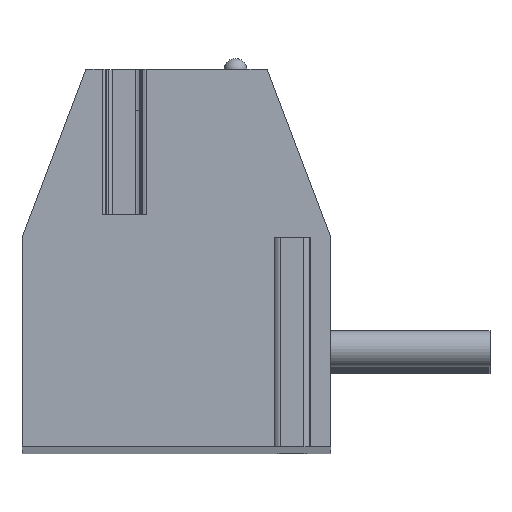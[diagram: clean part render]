
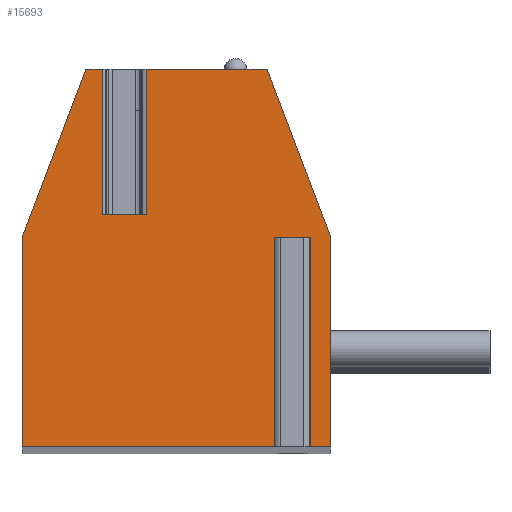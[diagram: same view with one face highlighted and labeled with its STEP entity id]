
A CAD part, top view. The second image highlights one B-rep face of the part: STEP entity #15693.
In plain terms, the highlighted planar face has unit normal (0, 0, 1).
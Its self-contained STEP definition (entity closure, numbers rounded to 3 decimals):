
#13=DIRECTION('',(0.,1.,0.));
#14=VECTOR('',#13,3.2);
#15=CARTESIAN_POINT('',(-1.636,1.,85.725));
#16=LINE('',#15,#14);
#17=DIRECTION('',(1.,0.,0.));
#18=VECTOR('',#17,0.972);
#19=CARTESIAN_POINT('',(-1.636,1.,85.725));
#20=LINE('',#19,#18);
#21=DIRECTION('',(0.,1.,0.));
#22=VECTOR('',#21,3.2);
#23=CARTESIAN_POINT('',(-0.664,1.,85.725));
#24=LINE('',#23,#22);
#25=DIRECTION('',(-1.,0.,0.));
#26=VECTOR('',#25,2.659);
#27=CARTESIAN_POINT('',(1.995,4.2,85.725));
#28=LINE('',#27,#26);
#29=DIRECTION('',(-0.355,0.935,0.));
#30=VECTOR('',#29,3.958);
#31=CARTESIAN_POINT('',(3.4,0.5,85.725));
#32=LINE('',#31,#30);
#33=DIRECTION('',(0.,1.,0.));
#34=VECTOR('',#33,4.6);
#35=CARTESIAN_POINT('',(3.4,-4.1,85.725));
#36=LINE('',#35,#34);
#37=DIRECTION('',(1.,0.,0.));
#38=VECTOR('',#37,0.625);
#39=CARTESIAN_POINT('',(2.775,-4.1,85.725));
#40=LINE('',#39,#38);
#41=DIRECTION('',(0.,1.,0.));
#42=VECTOR('',#41,4.6);
#43=CARTESIAN_POINT('',(2.775,-4.1,85.725));
#44=LINE('',#43,#42);
#45=DIRECTION('',(-1.,0.,0.));
#46=VECTOR('',#45,0.45);
#47=CARTESIAN_POINT('',(2.775,0.5,85.725));
#48=LINE('',#47,#46);
#49=DIRECTION('',(0.,1.,0.));
#50=VECTOR('',#49,4.6);
#51=CARTESIAN_POINT('',(2.325,-4.1,85.725));
#52=LINE('',#51,#50);
#53=DIRECTION('',(1.,0.,0.));
#54=VECTOR('',#53,5.725);
#55=CARTESIAN_POINT('',(-3.4,-4.1,85.725));
#56=LINE('',#55,#54);
#57=DIRECTION('',(0.,-1.,0.));
#58=VECTOR('',#57,4.6);
#59=CARTESIAN_POINT('',(-3.4,0.5,85.725));
#60=LINE('',#59,#58);
#61=DIRECTION('',(-0.355,-0.935,0.));
#62=VECTOR('',#61,3.958);
#63=CARTESIAN_POINT('',(-1.995,4.2,85.725));
#64=LINE('',#63,#62);
#65=DIRECTION('',(-1.,0.,0.));
#66=VECTOR('',#65,0.359);
#67=CARTESIAN_POINT('',(-1.636,4.2,85.725));
#68=LINE('',#67,#66);
#12314=CARTESIAN_POINT('',(-1.995,4.2,85.725));
#12315=CARTESIAN_POINT('',(-3.4,0.5,85.725));
#12316=VERTEX_POINT('',#12314);
#12317=VERTEX_POINT('',#12315);
#12318=CARTESIAN_POINT('',(-3.4,-4.1,85.725));
#12319=VERTEX_POINT('',#12318);
#12320=CARTESIAN_POINT('',(3.4,-4.1,85.725));
#12321=CARTESIAN_POINT('',(3.4,0.5,85.725));
#12322=VERTEX_POINT('',#12320);
#12323=VERTEX_POINT('',#12321);
#12324=CARTESIAN_POINT('',(1.995,4.2,85.725));
#12325=VERTEX_POINT('',#12324);
#12362=CARTESIAN_POINT('',(2.775,0.5,85.725));
#12363=CARTESIAN_POINT('',(2.325,0.5,85.725));
#12364=VERTEX_POINT('',#12362);
#12365=VERTEX_POINT('',#12363);
#12366=CARTESIAN_POINT('',(2.325,-4.1,85.725));
#12367=VERTEX_POINT('',#12366);
#12368=CARTESIAN_POINT('',(2.775,-4.1,85.725));
#12369=VERTEX_POINT('',#12368);
#12430=CARTESIAN_POINT('',(-1.636,1.,85.725));
#12431=CARTESIAN_POINT('',(-1.636,4.2,85.725));
#12432=VERTEX_POINT('',#12430);
#12433=VERTEX_POINT('',#12431);
#12434=CARTESIAN_POINT('',(-0.664,1.,85.725));
#12435=CARTESIAN_POINT('',(-0.664,4.2,85.725));
#12436=VERTEX_POINT('',#12434);
#12437=VERTEX_POINT('',#12435);
#15658=CARTESIAN_POINT('',(0.,0.,85.725));
#15659=DIRECTION('',(0.,0.,1.));
#15660=DIRECTION('',(1.,0.,0.));
#15661=AXIS2_PLACEMENT_3D('',#15658,#15659,#15660);
#15662=PLANE('',#15661);
#15664=ORIENTED_EDGE('',*,*,#15663,.F.);
#15666=ORIENTED_EDGE('',*,*,#15665,.T.);
#15668=ORIENTED_EDGE('',*,*,#15667,.T.);
#15670=ORIENTED_EDGE('',*,*,#15669,.F.);
#15672=ORIENTED_EDGE('',*,*,#15671,.F.);
#15674=ORIENTED_EDGE('',*,*,#15673,.F.);
#15676=ORIENTED_EDGE('',*,*,#15675,.F.);
#15678=ORIENTED_EDGE('',*,*,#15677,.T.);
#15680=ORIENTED_EDGE('',*,*,#15679,.T.);
#15682=ORIENTED_EDGE('',*,*,#15681,.F.);
#15684=ORIENTED_EDGE('',*,*,#15683,.F.);
#15686=ORIENTED_EDGE('',*,*,#15685,.F.);
#15688=ORIENTED_EDGE('',*,*,#15687,.F.);
#15690=ORIENTED_EDGE('',*,*,#15689,.F.);
#15691=EDGE_LOOP('',(#15664,#15666,#15668,#15670,#15672,#15674,#15676,#15678,
#15680,#15682,#15684,#15686,#15688,#15690));
#15692=FACE_OUTER_BOUND('',#15691,.F.);
#15663=EDGE_CURVE('',#12432,#12433,#16,.T.);
#15665=EDGE_CURVE('',#12432,#12436,#20,.T.);
#15667=EDGE_CURVE('',#12436,#12437,#24,.T.);
#15669=EDGE_CURVE('',#12325,#12437,#28,.T.);
#15671=EDGE_CURVE('',#12323,#12325,#32,.T.);
#15673=EDGE_CURVE('',#12322,#12323,#36,.T.);
#15675=EDGE_CURVE('',#12369,#12322,#40,.T.);
#15677=EDGE_CURVE('',#12369,#12364,#44,.T.);
#15679=EDGE_CURVE('',#12364,#12365,#48,.T.);
#15681=EDGE_CURVE('',#12367,#12365,#52,.T.);
#15683=EDGE_CURVE('',#12319,#12367,#56,.T.);
#15685=EDGE_CURVE('',#12317,#12319,#60,.T.);
#15687=EDGE_CURVE('',#12316,#12317,#64,.T.);
#15689=EDGE_CURVE('',#12433,#12316,#68,.T.);
#15693=ADVANCED_FACE('',(#15692),#15662,.T.);
